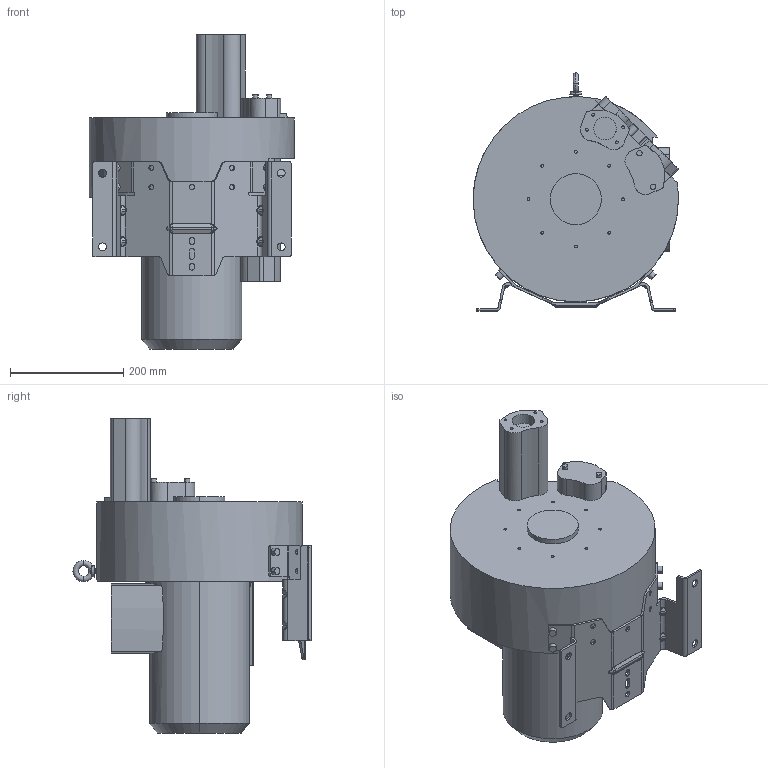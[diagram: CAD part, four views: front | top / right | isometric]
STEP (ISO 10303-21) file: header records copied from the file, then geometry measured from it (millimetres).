
FILE_DESCRIPTION((''),'2;1');
FILE_NAME('4RB420-0AQ26-1','2025-02-19T',('Administrator'),(''),'PRO/ENGINEER BY PARAMETRIC TECHNOLOGY CORPORATION, 2007090','PRO/ENGINEER BY PARAMETRIC TECHNOLOGY CORPORATION, 2007090','');
FILE_SCHEMA(('AUTOMOTIVE_DESIGN_CC2 { 1 2 10303 214 -1 1 5 2 }'));
Length unit declared in the file: millimetre
Products named in the file (1): 4RB420-0AQ26-1
Bounding box: 362.67 x 419.71 x 553.92 mm (x, y, z)
Volume: 23337469.4 mm3; surface area: 816080.9 mm2
Topology: 1 solids, 1 shells, 584 faces, 1693 edges, 1146 vertices
Faces by surface type: cylinder 270, plane 202, bspline 64, extrusion 24, torus 14, cone 6, sphere 4
Entity records: 23997 total; most frequent: CARTESIAN_POINT 8815, ORIENTED_EDGE 3378, DIRECTION 2964, EDGE_CURVE 1689, VERTEX_POINT 1146, AXIS2_PLACEMENT_3D 1114, VECTOR 736, LINE 712
